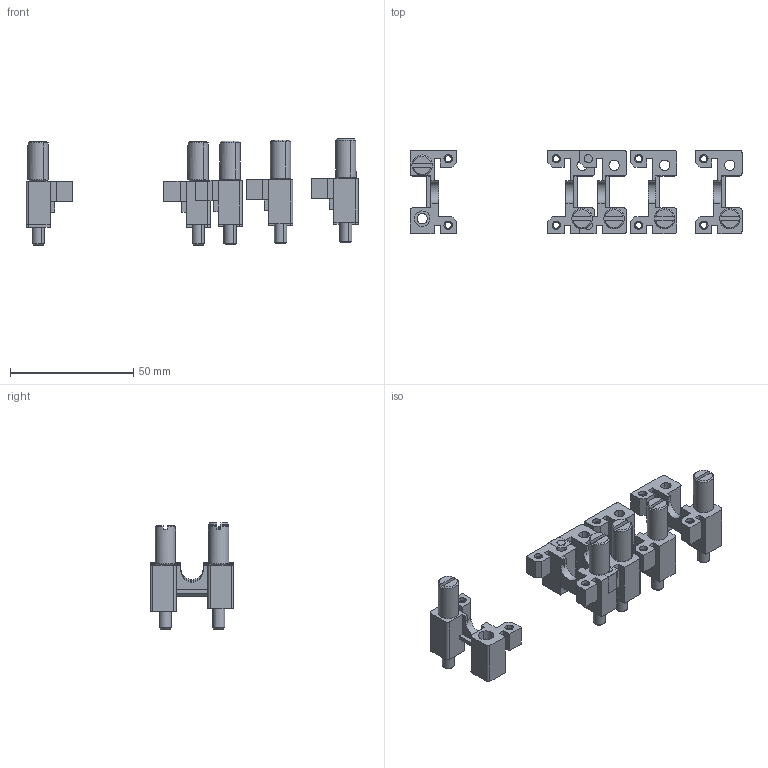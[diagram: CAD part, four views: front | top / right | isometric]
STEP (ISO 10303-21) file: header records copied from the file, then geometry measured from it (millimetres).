
FILE_DESCRIPTION(('CATIA V5 STEP Exchange','CAx-IF Rec.Pracs.--- Model Styling and Organization---1.4--- 2014-01-23'),'2;1');
FILE_NAME ('003458-3_3', '2024-03-04T10:48:29+00:00', ('none'), ('Weidmueller'), 'CATIA Version 5-6 Release 2016 SP3 HF44', 'CATIA V5 STEP AP214', 'none');
FILE_SCHEMA(('AUTOMOTIVE_DESIGN { 1 0 10303 214 1 1 1 1 }'));
Length unit declared in the file: millimetre
Products named in the file (1): 1017010000
Bounding box: 134.9 x 34 x 43.11 mm (x, y, z)
Volume: 30590.6 mm3; surface area: 25582 mm2
Topology: 11 solids, 11 shells, 516 faces, 1304 edges, 856 vertices
Faces by surface type: plane 286, cylinder 180, cone 50
Entity records: 14296 total; most frequent: ORIENTED_EDGE 2608, CARTESIAN_POINT 2549, DIRECTION 1940, EDGE_CURVE 1304, VERTEX_POINT 856, VECTOR 854, LINE 854, AXIS2_PLACEMENT_3D 759
